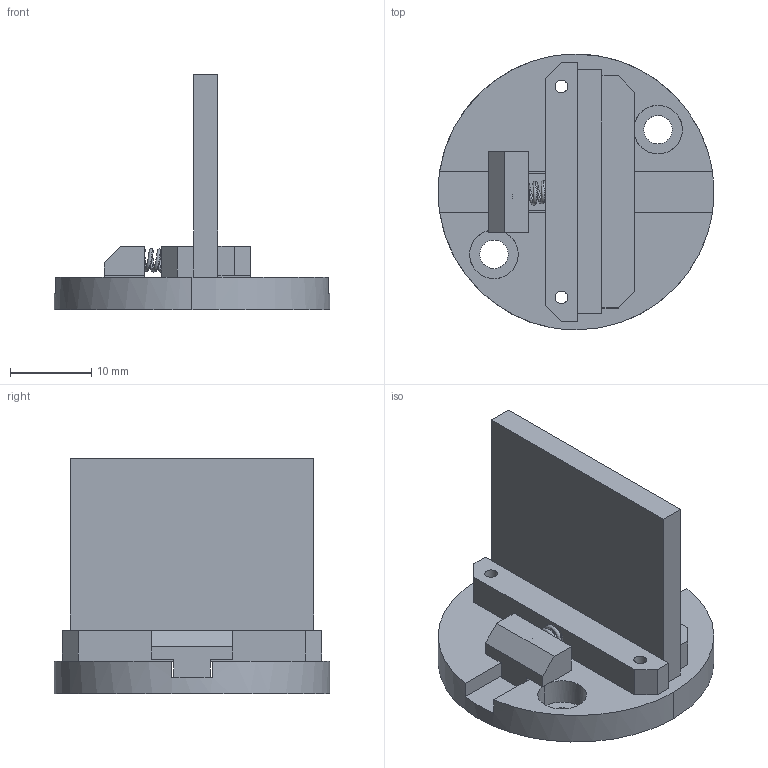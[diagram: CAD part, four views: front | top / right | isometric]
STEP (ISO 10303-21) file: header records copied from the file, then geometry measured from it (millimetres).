
FILE_DESCRIPTION(/* description */ (''),/* implementation_level */ '2;1');
FILE_NAME(/* name */ '30-CeEQ',/* time_stamp */ '2024-10-10T16:00:42+03:00',/* author */ (''),/* organization */ (''),/* preprocessor_version */ 'ST-DEVELOPER v15',/* originating_system */ '',/* authorisation */ '');
FILE_SCHEMA (('AUTOMOTIVE_DESIGN'));
Length unit declared in the file: millimetre
Products named in the file (1): Document
Bounding box: 34 x 34 x 29 mm (x, y, z)
Volume: 6389.7 mm3; surface area: 5849.9 mm2
Topology: 5 solids, 5 shells, 79 faces, 200 edges, 137 vertices
Faces by surface type: plane 49, bspline 30
Entity records: 3267 total; most frequent: CARTESIAN_POINT 1933, ORIENTED_EDGE 400, EDGE_CURVE 200, VERTEX_POINT 137, B_SPLINE_CURVE_WITH_KNOTS 125, EDGE_LOOP 99, ADVANCED_FACE 79, FACE_OUTER_BOUND 79
